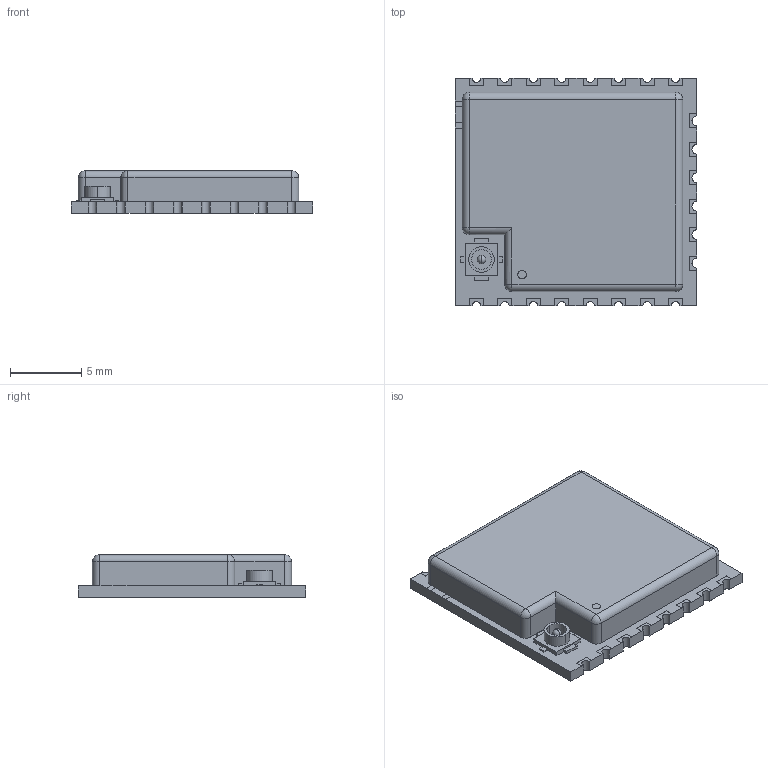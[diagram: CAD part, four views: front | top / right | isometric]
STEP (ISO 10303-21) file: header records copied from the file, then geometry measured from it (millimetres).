
FILE_DESCRIPTION (( 'STEP AP214' ), '1' );
FILE_NAME ('WIFIM-SMD_AI-THINKER_HI-07SL.STEP', '2022-03-09T12:35:47', ( '' ), ( '' ), 'SwSTEP 2.0', 'SolidWorks 2020', '' );
FILE_SCHEMA (( 'AUTOMOTIVE_DESIGN' ));
Length unit declared in the file: millimetre
Products named in the file (1): WIFIM-SMD_AI-THINKER_HI-07SL
Bounding box: 17 x 16 x 3.01 mm (x, y, z)
Volume: 665.2 mm3; surface area: 726.6 mm2
Topology: 1 solids, 1 shells, 361 faces, 1029 edges, 675 vertices
Faces by surface type: plane 291, cylinder 49, bspline 14, sphere 7
Entity records: 16187 total; most frequent: CARTESIAN_POINT 2856, ORIENTED_EDGE 2040, DIRECTION 1785, EDGE_CURVE 1020, LINE 893, VECTOR 893, VERTEX_POINT 673, AXIS2_PLACEMENT_3D 446
